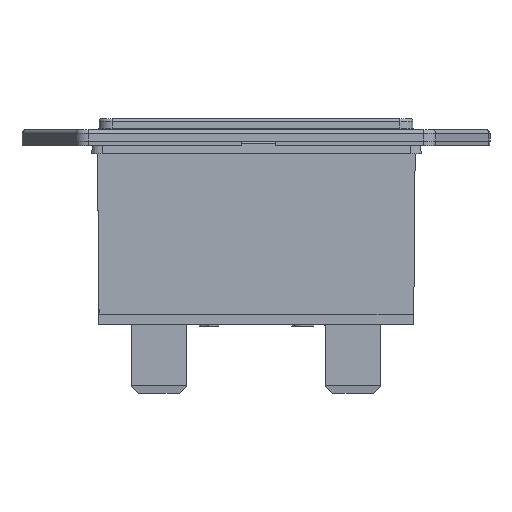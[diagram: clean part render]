
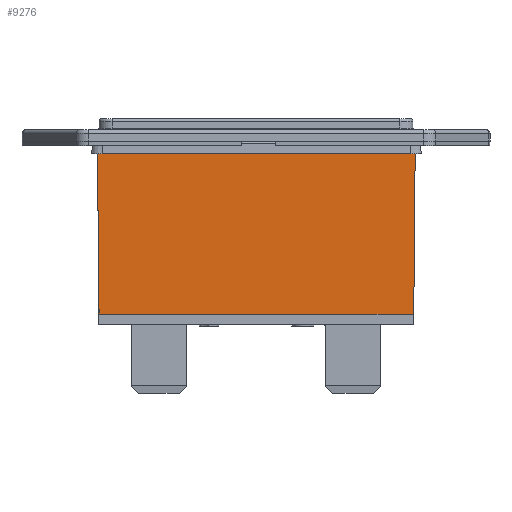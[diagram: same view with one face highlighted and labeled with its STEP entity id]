
A CAD part, front view. The second image highlights one B-rep face of the part: STEP entity #9276.
In plain terms, the highlighted planar face has unit normal (0, -1, -0.009).
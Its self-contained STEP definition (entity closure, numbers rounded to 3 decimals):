
#121 = ORIENTED_EDGE ( 'NONE', *, *, #24017, .T. ) ;
#1321 = DIRECTION ( 'NONE',  ( 0., -1., -0.009 ) ) ;
#1581 = PLANE ( 'NONE',  #4316 ) ;
#1868 = EDGE_CURVE ( 'NONE', #15047, #17433, #16922, .T. ) ;
#1911 = CARTESIAN_POINT ( 'NONE',  ( -18.101, -11.803, -19.075 ) ) ;
#1967 = CARTESIAN_POINT ( 'NONE',  ( -18.081, -11.802, -19.22 ) ) ;
#2102 = CARTESIAN_POINT ( 'NONE',  ( -18.12, -11.8, -19.438 ) ) ;
#2753 = ORIENTED_EDGE ( 'NONE', *, *, #23559, .F. ) ;
#2863 = DIRECTION ( 'NONE',  ( -1., 0., 0. ) ) ;
#3088 = VECTOR ( 'NONE', #24868, 1000. ) ;
#3172 = VECTOR ( 'NONE', #8022, 1000. ) ;
#3515 = ORIENTED_EDGE ( 'NONE', *, *, #22965, .T. ) ;
#3622 = EDGE_CURVE ( 'NONE', #6074, #23587, #22716, .T. ) ;
#3661 = CARTESIAN_POINT ( 'NONE',  ( -18.081, -11.803, -19.141 ) ) ;
#3983 = CARTESIAN_POINT ( 'NONE',  ( 18.196, -11.8, -19.438 ) ) ;
#4002 = ORIENTED_EDGE ( 'NONE', *, *, #5376, .T. ) ;
#4169 = CARTESIAN_POINT ( 'NONE',  ( -18.12, -11.961, -0.938 ) ) ;
#4176 = VECTOR ( 'NONE', #10929, 1000. ) ;
#4316 = AXIS2_PLACEMENT_3D ( 'NONE', #13157, #1321, #22778 ) ;
#4785 = LINE ( 'NONE', #6581, #23481 ) ;
#5097 = ORIENTED_EDGE ( 'NONE', *, *, #3622, .T. ) ;
#5313 = B_SPLINE_CURVE_WITH_KNOTS ( 'NONE', 3,
 ( #11117, #18820, #12908, #23030 ),
 .UNSPECIFIED., .F., .F.,
 ( 4, 4 ),
 ( 0., 1. ),
 .UNSPECIFIED. ) ;
#5376 = EDGE_CURVE ( 'NONE', #15047, #14470, #5313, .T. ) ;
#5437 = FACE_OUTER_BOUND ( 'NONE', #14749, .T. ) ;
#5822 = VERTEX_POINT ( 'NONE', #13511 ) ;
#6074 = VERTEX_POINT ( 'NONE', #6800 ) ;
#6115 = DIRECTION ( 'NONE',  ( 0.009, 0.009, -1. ) ) ;
#6245 = LINE ( 'NONE', #12411, #13879 ) ;
#6339 = LINE ( 'NONE', #4169, #20895 ) ;
#6529 = VERTEX_POINT ( 'NONE', #25137 ) ;
#6581 = CARTESIAN_POINT ( 'NONE',  ( -18.066, -11.8, -19.438 ) ) ;
#6800 = CARTESIAN_POINT ( 'NONE',  ( -18.081, -11.8, -19.438 ) ) ;
#6957 = ORIENTED_EDGE ( 'NONE', *, *, #12403, .T. ) ;
#7281 = EDGE_CURVE ( 'NONE', #5822, #17750, #17736, .T. ) ;
#8022 = DIRECTION ( 'NONE',  ( -1., 0., 0. ) ) ;
#8162 = ORIENTED_EDGE ( 'NONE', *, *, #11936, .F. ) ;
#9276 = ADVANCED_FACE ( 'NONE', ( #5437 ), #1581, .T. ) ;
#9312 = CARTESIAN_POINT ( 'NONE',  ( -18.081, -11.8, -19.399 ) ) ;
#9510 = CARTESIAN_POINT ( 'NONE',  ( -18.101, -11.8, -19.438 ) ) ;
#9626 = ORIENTED_EDGE ( 'NONE', *, *, #24358, .T. ) ;
#9934 = VERTEX_POINT ( 'NONE', #14707 ) ;
#9949 = CARTESIAN_POINT ( 'NONE',  ( -18.081, -11.803, -19.059 ) ) ;
#10919 = EDGE_CURVE ( 'NONE', #6074, #14470, #25305, .T. ) ;
#10929 = DIRECTION ( 'NONE',  ( 1., 0., 0. ) ) ;
#11117 = CARTESIAN_POINT ( 'NONE',  ( -18.102, -11.805, -18.894 ) ) ;
#11127 = CARTESIAN_POINT ( 'NONE',  ( -18.081, -11.8, -19.438 ) ) ;
#11454 = CARTESIAN_POINT ( 'NONE',  ( -18.08, -11.805, -18.894 ) ) ;
#11817 = DIRECTION ( 'NONE',  ( -0.009, 0.009, -1. ) ) ;
#11936 = EDGE_CURVE ( 'NONE', #17433, #16190, #21753, .T. ) ;
#11997 = ORIENTED_EDGE ( 'NONE', *, *, #10919, .F. ) ;
#12002 = DIRECTION ( 'NONE',  ( -1., 0., 0. ) ) ;
#12403 = EDGE_CURVE ( 'NONE', #5822, #9934, #24276, .T. ) ;
#12411 = CARTESIAN_POINT ( 'NONE',  ( -18.12, -11.8, -19.438 ) ) ;
#12690 = LINE ( 'NONE', #16675, #3088 ) ;
#12908 = CARTESIAN_POINT ( 'NONE',  ( -18.087, -11.805, -18.894 ) ) ;
#12949 = VERTEX_POINT ( 'NONE', #18996 ) ;
#13157 = CARTESIAN_POINT ( 'NONE',  ( -18.066, -11.961, -0.938 ) ) ;
#13511 = CARTESIAN_POINT ( 'NONE',  ( 18.357, -11.961, -0.938 ) ) ;
#13879 = VECTOR ( 'NONE', #6115, 1000. ) ;
#14470 = VERTEX_POINT ( 'NONE', #11454 ) ;
#14707 = CARTESIAN_POINT ( 'NONE',  ( 14.053, -11.961, -0.938 ) ) ;
#14749 = EDGE_LOOP ( 'NONE', ( #21793, #6957, #3515, #9626, #121, #8162, #24721, #4002, #11997, #5097, #2753 ) ) ;
#15047 = VERTEX_POINT ( 'NONE', #16376 ) ;
#15096 = CARTESIAN_POINT ( 'NONE',  ( -18.081, -11.8, -19.418 ) ) ;
#15478 = CARTESIAN_POINT ( 'NONE',  ( -18.08, -11.805, -18.894 ) ) ;
#16078 = CARTESIAN_POINT ( 'NONE',  ( 18.196, -11.961, -0.938 ) ) ;
#16190 = VERTEX_POINT ( 'NONE', #19043 ) ;
#16376 = CARTESIAN_POINT ( 'NONE',  ( -18.102, -11.805, -18.894 ) ) ;
#16675 = CARTESIAN_POINT ( 'NONE',  ( -18.066, -11.961, -0.938 ) ) ;
#16922 = B_SPLINE_CURVE_WITH_KNOTS ( 'NONE', 3,
 ( #18195, #1911, #21567, #24209 ),
 .UNSPECIFIED., .F., .F.,
 ( 4, 4 ),
 ( 0., 0.001 ),
 .UNSPECIFIED. ) ;
#17157 = CARTESIAN_POINT ( 'NONE',  ( -18.081, -11.801, -19.379 ) ) ;
#17398 = VECTOR ( 'NONE', #11817, 1000. ) ;
#17433 = VERTEX_POINT ( 'NONE', #9510 ) ;
#17736 = LINE ( 'NONE', #3983, #17398 ) ;
#17750 = VERTEX_POINT ( 'NONE', #18474 ) ;
#18195 = CARTESIAN_POINT ( 'NONE',  ( -18.102, -11.805, -18.894 ) ) ;
#18474 = CARTESIAN_POINT ( 'NONE',  ( 18.196, -11.8, -19.438 ) ) ;
#18797 = CARTESIAN_POINT ( 'NONE',  ( 18.12, -11.8, -19.438 ) ) ;
#18820 = CARTESIAN_POINT ( 'NONE',  ( -18.094, -11.805, -18.894 ) ) ;
#18996 = CARTESIAN_POINT ( 'NONE',  ( -13.947, -11.961, -0.938 ) ) ;
#19043 = CARTESIAN_POINT ( 'NONE',  ( -18.12, -11.8, -19.438 ) ) ;
#20391 = VECTOR ( 'NONE', #23889, 1000. ) ;
#20680 = CARTESIAN_POINT ( 'NONE',  ( 0., -11.8, -19.438 ) ) ;
#20895 = VECTOR ( 'NONE', #12002, 1000. ) ;
#21567 = CARTESIAN_POINT ( 'NONE',  ( -18.101, -11.802, -19.257 ) ) ;
#21753 = LINE ( 'NONE', #2102, #3172 ) ;
#21793 = ORIENTED_EDGE ( 'NONE', *, *, #7281, .F. ) ;
#22716 = LINE ( 'NONE', #20680, #4176 ) ;
#22778 = DIRECTION ( 'NONE',  ( 0., 0.009, -1. ) ) ;
#22965 = EDGE_CURVE ( 'NONE', #9934, #12949, #12690, .T. ) ;
#23030 = CARTESIAN_POINT ( 'NONE',  ( -18.08, -11.805, -18.894 ) ) ;
#23481 = VECTOR ( 'NONE', #2863, 1000. ) ;
#23541 = CARTESIAN_POINT ( 'NONE',  ( -18.081, -11.801, -19.299 ) ) ;
#23559 = EDGE_CURVE ( 'NONE', #17750, #23587, #4785, .T. ) ;
#23587 = VERTEX_POINT ( 'NONE', #18797 ) ;
#23889 = DIRECTION ( 'NONE',  ( -1., 0., 0. ) ) ;
#24017 = EDGE_CURVE ( 'NONE', #6529, #16190, #6245, .T. ) ;
#24209 = CARTESIAN_POINT ( 'NONE',  ( -18.101, -11.8, -19.438 ) ) ;
#24276 = LINE ( 'NONE', #16078, #20391 ) ;
#24358 = EDGE_CURVE ( 'NONE', #12949, #6529, #6339, .T. ) ;
#24721 = ORIENTED_EDGE ( 'NONE', *, *, #1868, .F. ) ;
#24868 = DIRECTION ( 'NONE',  ( -1., 0., 0. ) ) ;
#25137 = CARTESIAN_POINT ( 'NONE',  ( -18.281, -11.961, -0.938 ) ) ;
#25305 = B_SPLINE_CURVE_WITH_KNOTS ( 'NONE', 3,
 ( #11127, #15096, #9312, #17157, #23541, #1967, #3661, #9949, #25342, #15478 ),
 .UNSPECIFIED., .F., .F.,
 ( 4, 3, 3, 4 ),
 ( 0., 0., 0., 0.001 ),
 .UNSPECIFIED. ) ;
#25342 = CARTESIAN_POINT ( 'NONE',  ( -18.08, -11.804, -18.976 ) ) ;
